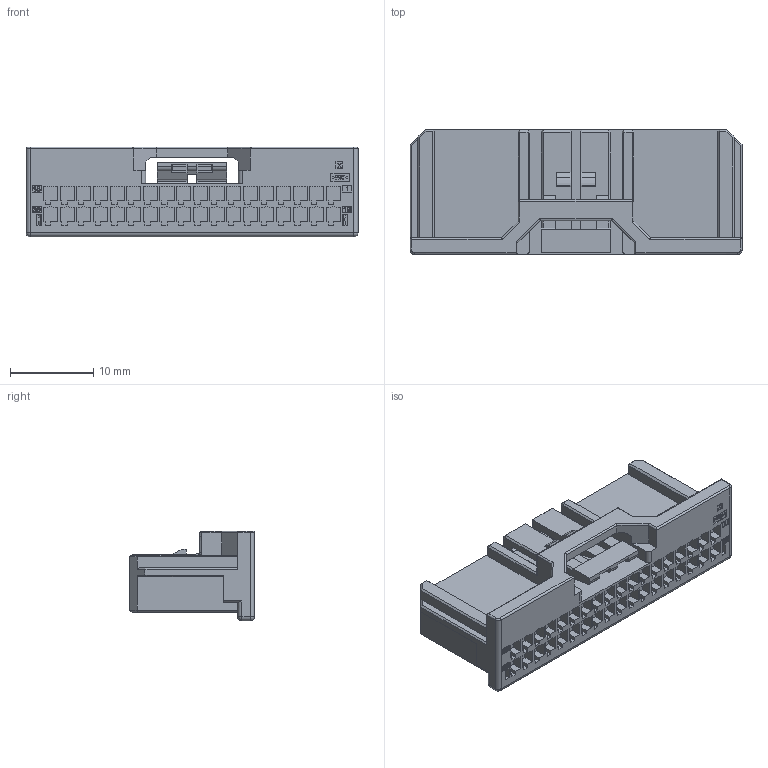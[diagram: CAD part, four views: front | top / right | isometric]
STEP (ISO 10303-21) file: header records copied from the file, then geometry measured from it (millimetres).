
FILE_DESCRIPTION( ('This file contains a STEP AP42 implementation' ,'as created by ZW3D STEP Interface translator.') ,'2;1' );
FILE_NAME( '72025-2FC036AN00BA1.step' ,'231129.1045 2', (''), ('ZWCAD Software Co.'), 'Version 1.0', 'ZW3D to STEP translator', '' );
FILE_SCHEMA(('AUTOMOTIVE_DESIGN { 1 0 10303 214 1 1 1 1 }'));
Length unit declared in the file: millimetre
Products named in the file (2): 0; 72025-2FC040AN00BA1W
Bounding box: 39.9 x 15 x 10.8 mm (x, y, z)
Volume: 3546.8 mm3; surface area: 3351.5 mm2
Topology: 1 solids, 1 shells, 1480 faces, 3795 edges, 2449 vertices
Faces by surface type: plane 1304, cylinder 87, bspline 79, sphere 6, torus 4
Full cylindrical faces by diameter (mm): 0.4 x2, 3 x1
Entity records: 45733 total; most frequent: CARTESIAN_POINT 8812, ORIENTED_EDGE 7590, DIRECTION 6563, EDGE_CURVE 3795, VECTOR 3463, LINE 3463, VERTEX_POINT 2449, EDGE_LOOP 1624
